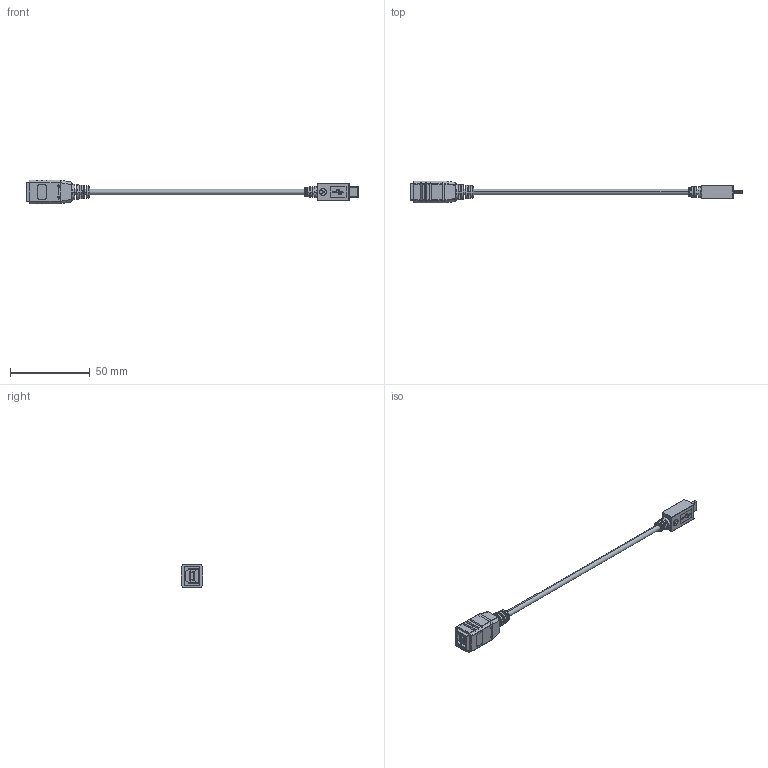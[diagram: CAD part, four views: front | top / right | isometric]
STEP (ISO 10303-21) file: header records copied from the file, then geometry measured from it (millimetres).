
FILE_DESCRIPTION (( 'STEP AP203' ), '1' );
FILE_NAME ('10-00658_revA2.STEP', '2018-11-02T22:06:22', ( '' ), ( '' ), 'SwSTEP 2.0', 'SolidWorks 2015', '' );
FILE_SCHEMA (( 'CONFIG_CONTROL_DESIGN' ));
Length unit declared in the file: millimetre
Products named in the file (10): 24-00057; 50-00428; 50-00426 insulator; 50-00426 shell; 50-00426; 50-00428 shell; 50-00428 insulator; 30-00088_blunt cut; 24-00064; 10-00658_revA2
Assembly tree (9 placements, depth 3):
  10-00658_revA2
    30-00088_blunt cut
    24-00057
    24-00064
    50-00426
      50-00426 insulator
      50-00426 shell
    50-00428
      50-00428 shell
      50-00428 insulator
Bounding box: 207.9 x 13.6 x 15 mm (x, y, z)
Volume: 9688.5 mm3; surface area: 18949.8 mm2
Topology: 60 solids, 60 shells, 1347 faces, 3251 edges, 2045 vertices
Faces by surface type: plane 487, cylinder 440, bspline 284, torus 88, cone 36, sphere 12
Entity records: 46488 total; most frequent: CARTESIAN_POINT 15875, ORIENTED_EDGE 6486, DIRECTION 5566, EDGE_CURVE 3243, AXIS2_PLACEMENT_3D 2056, VERTEX_POINT 2045, EDGE_LOOP 1464, VECTOR 1454
